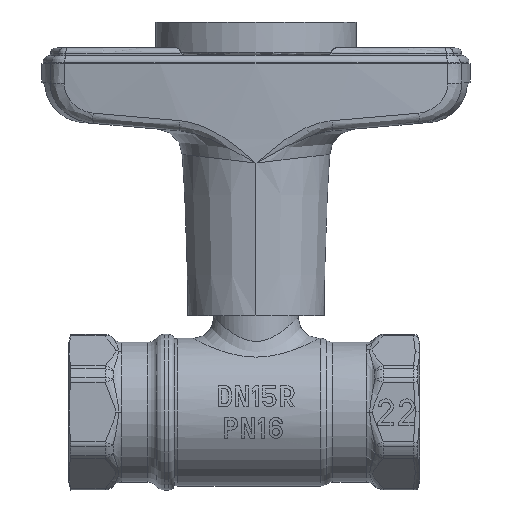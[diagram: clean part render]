
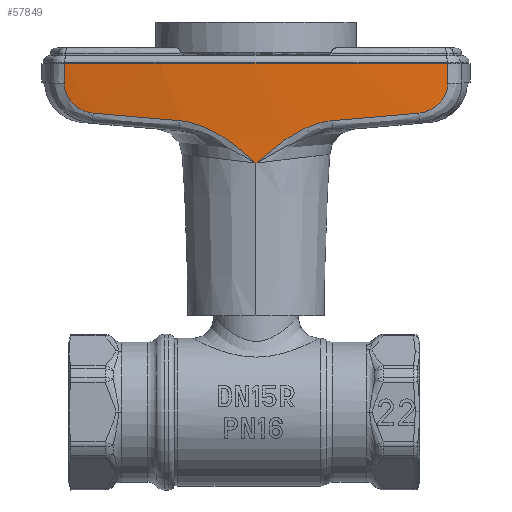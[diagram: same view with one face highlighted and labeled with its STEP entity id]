
A CAD part, top view. The second image highlights one B-rep face of the part: STEP entity #57849.
In plain terms, the highlighted conical face has half-angle 2 degrees and reference radius 199.618 mm.
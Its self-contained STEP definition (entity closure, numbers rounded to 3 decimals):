
#28078=CARTESIAN_POINT('',(0.,66.1,-185.35));
#28079=DIRECTION('',(0.,-1.,0.));
#28080=DIRECTION('',(0.182,0.,0.983));
#28081=AXIS2_PLACEMENT_3D('',#28078,#28079,#28080);
#28115=CARTESIAN_POINT('',(36.365,62.268,11.127));
#28116=CARTESIAN_POINT('',(36.359,62.692,11.143));
#28117=CARTESIAN_POINT('',(36.346,63.541,11.176));
#28118=CARTESIAN_POINT('',(36.327,64.818,11.224));
#28119=CARTESIAN_POINT('',(36.314,65.672,11.257));
#28120=CARTESIAN_POINT('',(36.307,66.1,11.274));
#28308=CARTESIAN_POINT('',(0.,47.217,
13.938));
#28350=CARTESIAN_POINT('',(0.,47.217,
13.938));
#28351=CARTESIAN_POINT('',(0.88,47.987,
13.965));
#28352=CARTESIAN_POINT('',(2.56,49.444,14.005));
#28353=CARTESIAN_POINT('',(4.937,51.296,14.024));
#28354=CARTESIAN_POINT('',(7.164,52.758,14.007));
#28355=CARTESIAN_POINT('',(9.229,53.839,13.959));
#28356=CARTESIAN_POINT('',(11.128,54.584,13.888));
#28357=CARTESIAN_POINT('',(12.875,55.051,13.798));
#28358=CARTESIAN_POINT('',(13.961,55.209,13.729));
#28359=CARTESIAN_POINT('',(14.481,55.254,13.693));
#28382=CARTESIAN_POINT('',(30.875,56.674,11.866));
#28383=CARTESIAN_POINT('',(31.141,56.697,11.825));
#28384=CARTESIAN_POINT('',(31.686,56.785,11.742));
#28385=CARTESIAN_POINT('',(32.562,57.066,11.609));
#28386=CARTESIAN_POINT('',(33.43,57.495,11.479));
#28387=CARTESIAN_POINT('',(34.24,58.054,11.359));
#28388=CARTESIAN_POINT('',(34.936,58.703,11.26));
#28389=CARTESIAN_POINT('',(35.492,59.4,11.185));
#28390=CARTESIAN_POINT('',(35.905,60.116,11.135));
#28391=CARTESIAN_POINT('',(36.182,60.829,11.11));
#28392=CARTESIAN_POINT('',(36.34,61.547,11.106));
#28393=CARTESIAN_POINT('',(36.369,62.027,11.118));
#28394=CARTESIAN_POINT('',(36.365,62.268,11.127));
#28634=CARTESIAN_POINT('',(30.875,56.674,11.866));
#28635=CARTESIAN_POINT('',(29.066,56.517,12.144));
#28636=CARTESIAN_POINT('',(25.438,56.203,12.65));
#28637=CARTESIAN_POINT('',(19.967,55.729,13.26));
#28638=CARTESIAN_POINT('',(16.311,55.413,13.565));
#28639=CARTESIAN_POINT('',(14.481,55.254,13.693));
#30964=CARTESIAN_POINT('',(-14.482,55.254,
13.693));
#30965=CARTESIAN_POINT('',(-13.961,55.209,
13.729));
#30966=CARTESIAN_POINT('',(-12.876,55.051,
13.798));
#30967=CARTESIAN_POINT('',(-11.128,54.584,
13.888));
#30968=CARTESIAN_POINT('',(-9.229,53.839,
13.959));
#30969=CARTESIAN_POINT('',(-7.165,52.759,
14.007));
#30970=CARTESIAN_POINT('',(-4.937,51.296,
14.024));
#30971=CARTESIAN_POINT('',(-2.56,49.444,
14.005));
#30972=CARTESIAN_POINT('',(-0.88,47.987,
13.965));
#30973=CARTESIAN_POINT('',(0.,47.217,
13.938));
#30987=CARTESIAN_POINT('',(-30.875,56.674,
11.866));
#30988=CARTESIAN_POINT('',(-29.063,56.517,
12.144));
#30989=CARTESIAN_POINT('',(-25.432,56.202,
12.651));
#30990=CARTESIAN_POINT('',(-19.965,55.729,
13.26));
#30991=CARTESIAN_POINT('',(-16.31,55.412,
13.565));
#30992=CARTESIAN_POINT('',(-14.482,55.254,
13.693));
#31015=CARTESIAN_POINT('',(-30.875,56.674,
11.866));
#31016=CARTESIAN_POINT('',(-31.14,56.697,
11.826));
#31017=CARTESIAN_POINT('',(-31.683,56.785,
11.743));
#31018=CARTESIAN_POINT('',(-32.559,57.065,
11.61));
#31019=CARTESIAN_POINT('',(-33.426,57.493,
11.48));
#31020=CARTESIAN_POINT('',(-34.234,58.05,
11.36));
#31021=CARTESIAN_POINT('',(-34.93,58.698,
11.261));
#31022=CARTESIAN_POINT('',(-35.488,59.395,
11.185));
#31023=CARTESIAN_POINT('',(-35.902,60.111,
11.135));
#31024=CARTESIAN_POINT('',(-36.181,60.823,
11.11));
#31025=CARTESIAN_POINT('',(-36.34,61.545,
11.106));
#31026=CARTESIAN_POINT('',(-36.369,62.026,
11.118));
#31027=CARTESIAN_POINT('',(-36.365,62.268,
11.127));
#31129=CARTESIAN_POINT('',(-36.307,66.1,11.274));
#31130=CARTESIAN_POINT('',(-36.314,65.672,
11.257));
#31131=CARTESIAN_POINT('',(-36.327,64.818,
11.224));
#31132=CARTESIAN_POINT('',(-36.346,63.541,
11.176));
#31133=CARTESIAN_POINT('',(-36.359,62.692,
11.143));
#31134=CARTESIAN_POINT('',(-36.365,62.268,
11.127));
#39798=VERTEX_POINT('',#28308);
#39802=VERTEX_POINT('',#28382);
#39803=VERTEX_POINT('',#28394);
#39805=VERTEX_POINT('',#28639);
#39820=VERTEX_POINT('',#31015);
#39821=VERTEX_POINT('',#31027);
#39823=VERTEX_POINT('',#30992);
#39887=CARTESIAN_POINT('',(36.307,66.1,11.274));
#39888=CARTESIAN_POINT('',(-36.307,66.1,11.274));
#39889=VERTEX_POINT('',#39887);
#39890=VERTEX_POINT('',#39888);
#57827=CARTESIAN_POINT('',(0.,56.659,-185.35));
#57828=DIRECTION('',(0.,1.,0.));
#57829=DIRECTION('',(0.,0.,-1.));
#57830=AXIS2_PLACEMENT_3D('',#57827,#57828,#57829);
#57831=CONICAL_SURFACE('',#57830,199.618,2.);
#57832=ORIENTED_EDGE('',*,*,#57263,.F.);
#57833=ORIENTED_EDGE('',*,*,#57331,.F.);
#57835=ORIENTED_EDGE('',*,*,#57834,.F.);
#57837=ORIENTED_EDGE('',*,*,#57836,.T.);
#57838=ORIENTED_EDGE('',*,*,#57820,.F.);
#57840=ORIENTED_EDGE('',*,*,#57839,.F.);
#57842=ORIENTED_EDGE('',*,*,#57841,.F.);
#57844=ORIENTED_EDGE('',*,*,#57843,.T.);
#57846=ORIENTED_EDGE('',*,*,#57845,.F.);
#57847=EDGE_LOOP('',(#57832,#57833,#57835,#57837,#57838,#57840,#57842,#57844,
#57846));
#57848=FACE_OUTER_BOUND('',#57847,.F.);
#57849=ADVANCED_FACE('',(#57848),#57831,.T.);
#28082=CIRCLE('',#28081,199.948);
#28121=B_SPLINE_CURVE_WITH_KNOTS('',3,(#28115,#28116,#28117,#28118,#28119,
#28120),.UNSPECIFIED.,.F.,.F.,(4,1,1,4),(0.,0.333,
0.667,1.),.UNSPECIFIED.);
#28360=B_SPLINE_CURVE_WITH_KNOTS('',3,(#28350,#28351,#28352,#28353,#28354,
#28355,#28356,#28357,#28358,#28359),.UNSPECIFIED.,.F.,.F.,(4,1,1,1,1,1,1,4),(
0.,0.143,0.286,0.429,0.571,
0.714,0.857,1.),.UNSPECIFIED.);
#28395=B_SPLINE_CURVE_WITH_KNOTS('',3,(#28382,#28383,#28384,#28385,#28386,
#28387,#28388,#28389,#28390,#28391,#28392,#28393,#28394),.UNSPECIFIED.,.F.,.F.,(
4,1,1,1,1,1,1,1,1,1,4),(0.,0.1,0.2,0.3,0.4,0.5,0.6,0.7,0.8,
0.9,1.),.UNSPECIFIED.);
#28640=B_SPLINE_CURVE_WITH_KNOTS('',3,(#28634,#28635,#28636,#28637,#28638,
#28639),.UNSPECIFIED.,.F.,.F.,(4,1,1,4),(0.,0.333,
0.667,1.),.UNSPECIFIED.);
#30974=B_SPLINE_CURVE_WITH_KNOTS('',3,(#30964,#30965,#30966,#30967,#30968,
#30969,#30970,#30971,#30972,#30973),.UNSPECIFIED.,.F.,.F.,(4,1,1,1,1,1,1,4),(
0.,0.143,0.286,0.429,0.571,
0.714,0.857,1.),.UNSPECIFIED.);
#30993=B_SPLINE_CURVE_WITH_KNOTS('',3,(#30987,#30988,#30989,#30990,#30991,
#30992),.UNSPECIFIED.,.F.,.F.,(4,1,1,4),(0.,0.333,
0.667,1.),.UNSPECIFIED.);
#31028=B_SPLINE_CURVE_WITH_KNOTS('',3,(#31015,#31016,#31017,#31018,#31019,
#31020,#31021,#31022,#31023,#31024,#31025,#31026,#31027),.UNSPECIFIED.,.F.,.F.,(
4,1,1,1,1,1,1,1,1,1,4),(0.,0.1,0.2,0.3,0.4,0.5,0.6,0.7,0.8,
0.9,1.),.UNSPECIFIED.);
#31135=B_SPLINE_CURVE_WITH_KNOTS('',3,(#31129,#31130,#31131,#31132,#31133,
#31134),.UNSPECIFIED.,.F.,.F.,(4,1,1,4),(0.,0.333,
0.667,1.),.UNSPECIFIED.);
#57263=EDGE_CURVE('',#39889,#39890,#28082,.T.);
#57331=EDGE_CURVE('',#39803,#39889,#28121,.T.);
#57820=EDGE_CURVE('',#39798,#39805,#28360,.T.);
#57834=EDGE_CURVE('',#39802,#39803,#28395,.T.);
#57836=EDGE_CURVE('',#39802,#39805,#28640,.T.);
#57839=EDGE_CURVE('',#39823,#39798,#30974,.T.);
#57841=EDGE_CURVE('',#39820,#39823,#30993,.T.);
#57843=EDGE_CURVE('',#39820,#39821,#31028,.T.);
#57845=EDGE_CURVE('',#39890,#39821,#31135,.T.);
